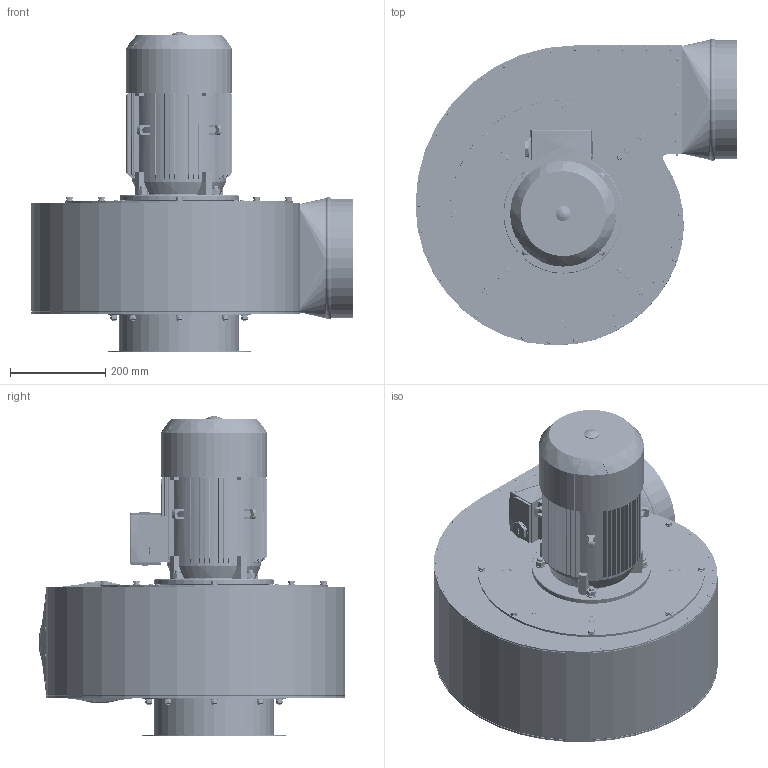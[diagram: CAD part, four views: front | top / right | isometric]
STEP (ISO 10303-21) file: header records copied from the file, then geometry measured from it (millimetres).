
FILE_DESCRIPTION(/* description */ ('804W12 WPAN-11-E'),/* implementation_level */ '2;1');
FILE_NAME(/* name */ '804W12 WPAN-11-E.stp',/* time_stamp */ '2022-05-09T11:31:19+02:00',/* author */ ('a.korpacki'),/* organization */ ('KLIMAWENT S.A.'),/* preprocessor_version */ 'ST-DEVELOPER v18.1',/* originating_system */ 'Autodesk Inventor 2021',/* authorisation */ '');
FILE_SCHEMA (('AUTOMOTIVE_DESIGN { 1 0 10303 214 3 1 1 }'));
Length unit declared in the file: millimetre
Products named in the file (1): ~~
Bounding box: 672.9 x 642.78 x 671.5 mm (x, y, z)
Volume: 15614466 mm3; surface area: 3026166 mm2
Topology: 21 solids, 23 shells, 5941 faces, 15100 edges, 9858 vertices
Faces by surface type: plane 3189, cylinder 1172, bspline 1137, torus 302, cone 137, sphere 4
Full cylindrical faces by diameter (mm): 3 x28, 4 x92, 4.1 x1, 4.2 x86, 4.4 x8, 5 x8, 5.3 x8, 7.5 x1, 8 x110, 8.5 x8, 8.8 x2, 9 x16, 9.5 x8, 10.9 x2, 11.1 x6, 11.63 x8, 12 x8, 13 x4, 14.5 x4, 16.63 x4, 28 x1, 30 x1, 32 x1, 38 x1, 170 x1, 180 x1, 180.5 x1, 248 x1, 248.5 x1, 249 x1
Entity records: 203066 total; most frequent: CARTESIAN_POINT 58379, ORIENTED_EDGE 30194, DIRECTION 25999, EDGE_CURVE 15099, VERTEX_POINT 9858, AXIS2_PLACEMENT_3D 8780, LINE 8439, VECTOR 8439
